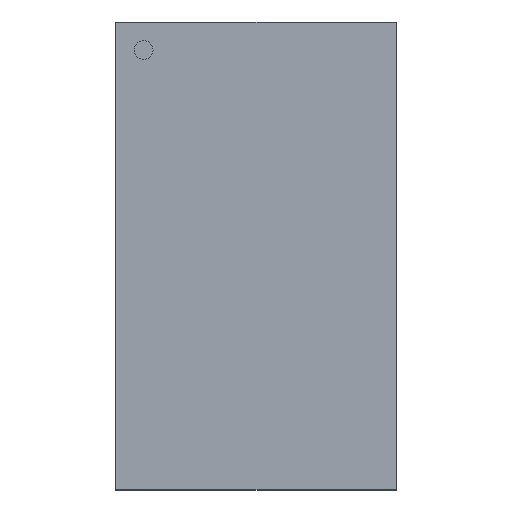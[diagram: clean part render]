
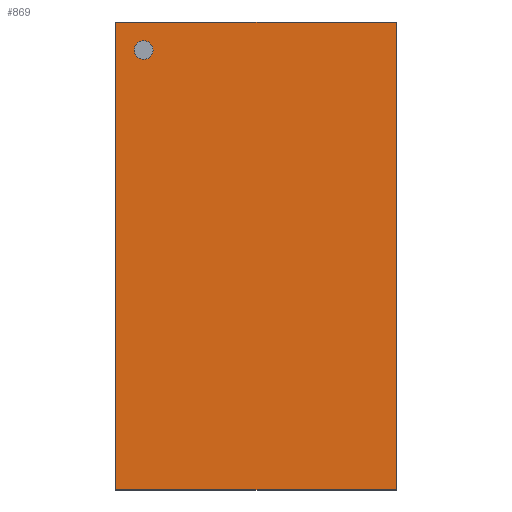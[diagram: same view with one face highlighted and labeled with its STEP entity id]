
A CAD part, top view. The second image highlights one B-rep face of the part: STEP entity #869.
In plain terms, the highlighted planar face has unit normal (0, 0, 1).
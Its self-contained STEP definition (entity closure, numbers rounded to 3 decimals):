
#869=ADVANCED_FACE('',(#1707,#1708),#1709,.T.);
#1707=FACE_BOUND('',#2555,.T.);
#1708=FACE_OUTER_BOUND('',#2556,.T.);
#1709=PLANE('',#2557);
#2555=EDGE_LOOP('',(#4887,#4888));
#2556=EDGE_LOOP('',(#4889,#4890,#4891,#4892));
#2557=AXIS2_PLACEMENT_3D('',#4893,#4894,#4895);
#4887=ORIENTED_EDGE('',*,*,#5453,.T.);
#4888=ORIENTED_EDGE('',*,*,#5448,.T.);
#4889=ORIENTED_EDGE('',*,*,#5903,.T.);
#4890=ORIENTED_EDGE('',*,*,#5879,.T.);
#4891=ORIENTED_EDGE('',*,*,#5904,.T.);
#4892=ORIENTED_EDGE('',*,*,#5905,.T.);
#4893=CARTESIAN_POINT('',(17.963,10.526,1.6));
#4894=DIRECTION('',(0.0,0.0,1.0));
#4895=DIRECTION('',(1.0,-0.0,0.0));
#5448=EDGE_CURVE('',#6615,#6612,#6616,.T.);
#5453=EDGE_CURVE('',#6612,#6615,#6622,.T.);
#5879=EDGE_CURVE('',#7268,#7266,#7269,.T.);
#5903=EDGE_CURVE('',#7296,#7268,#7297,.T.);
#5904=EDGE_CURVE('',#7266,#7298,#7299,.T.);
#5905=EDGE_CURVE('',#7298,#7296,#7300,.T.);
#6612=VERTEX_POINT('',#8270);
#6615=VERTEX_POINT('',#8274);
#6616=CIRCLE('',#8275,0.1);
#6622=CIRCLE('',#8282,0.1);
#7266=VERTEX_POINT('',#9177);
#7268=VERTEX_POINT('',#9180);
#7269=LINE('',#9181,#9182);
#7296=VERTEX_POINT('',#9226);
#7297=LINE('',#9227,#9228);
#7298=VERTEX_POINT('',#9229);
#7299=LINE('',#9230,#9231);
#7300=LINE('',#9232,#9233);
#8270=CARTESIAN_POINT('',(16.863,12.726,1.6));
#8274=CARTESIAN_POINT('',(16.663,12.726,1.6));
#8275=AXIS2_PLACEMENT_3D('',#9698,#9699,#9700);
#8282=AXIS2_PLACEMENT_3D('',#9708,#9709,#9710);
#9177=CARTESIAN_POINT('',(16.463,8.026,1.6));
#9180=CARTESIAN_POINT('',(16.463,13.026,1.6));
#9181=CARTESIAN_POINT('',(16.463,13.026,1.6));
#9182=VECTOR('',#10155,1.0);
#9226=CARTESIAN_POINT('',(19.463,13.026,1.6));
#9227=CARTESIAN_POINT('',(19.463,13.026,1.6));
#9228=VECTOR('',#10173,1.0);
#9229=CARTESIAN_POINT('',(19.463,8.026,1.6));
#9230=CARTESIAN_POINT('',(16.463,8.026,1.6));
#9231=VECTOR('',#10174,1.0);
#9232=CARTESIAN_POINT('',(19.463,8.026,1.6));
#9233=VECTOR('',#10175,1.0);
#9698=CARTESIAN_POINT('',(16.763,12.726,1.6));
#9699=DIRECTION('',(0.0,0.0,-1.0));
#9700=DIRECTION('',(1.0,0.0,0.0));
#9708=CARTESIAN_POINT('',(16.763,12.726,1.6));
#9709=DIRECTION('',(0.0,0.0,-1.0));
#9710=DIRECTION('',(1.0,0.0,0.0));
#10155=DIRECTION('',(0.0,-1.0,0.0));
#10173=DIRECTION('',(-1.0,0.0,0.0));
#10174=DIRECTION('',(1.0,0.0,0.0));
#10175=DIRECTION('',(0.0,1.0,0.0));
